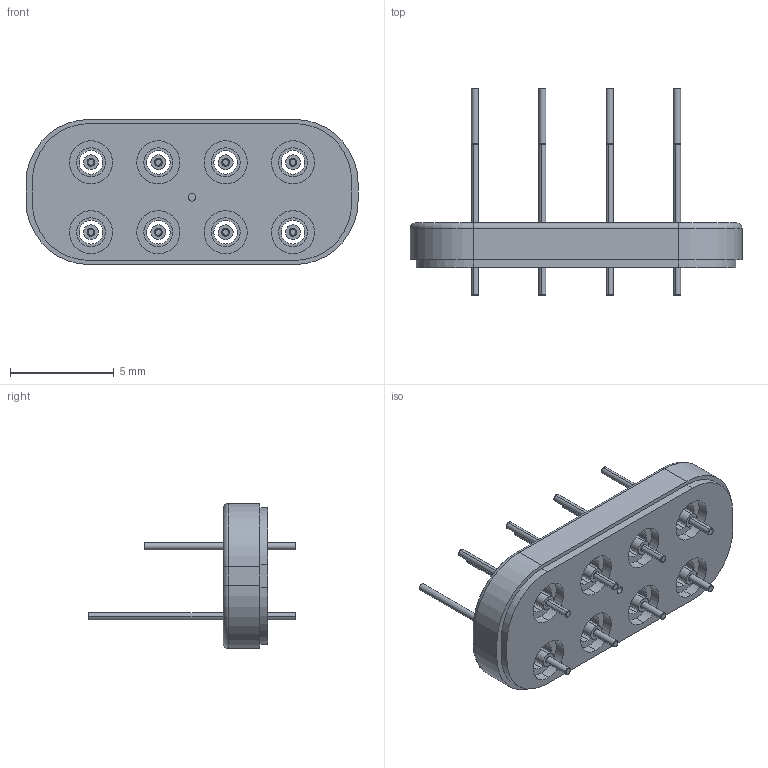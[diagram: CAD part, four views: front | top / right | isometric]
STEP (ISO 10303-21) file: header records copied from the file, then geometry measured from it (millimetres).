
FILE_DESCRIPTION (( 'STEP AP203' ), '1' );
FILE_NAME ('NNP-DWG-135-001-000 SA, Remote Module, Capthrough.STEP', '2024-08-12T19:57:54', ( '' ), ( '' ), 'SwSTEP 2.0', 'SolidWorks 2024', '' );
FILE_SCHEMA (( 'CONFIG_CONTROL_DESIGN' ));
Length unit declared in the file: inch
Products named in the file (5): NNP-DWG-130-009-002 Capthrough, Pin, Jogged_PRE-BENT; NNP-DWG-130-009-001 Capthrough, Pin, Ring; NNP-DWG-130-010-000 Remote Module, Capthrough, Lid; NNP-DWG-135-001-000 SA, Remote Module, Capthrough; NNP-DWG-130-008-000 Capthrough, Ceramic
Assembly tree (17 placements, depth 2):
  NNP-DWG-135-001-000 SA, Remote Module, Capthrough
    NNP-DWG-130-010-000 Remote Module, Capthrough, Lid
    NNP-DWG-130-008-000 Capthrough, Ceramic  x8
    NNP-DWG-130-009-001 Capthrough, Pin, Ring  x4
    NNP-DWG-130-009-002 Capthrough, Pin, Jogged_PRE-BENT  x4
Bounding box: 16.03 x 10.01 x 7.01 mm (x, y, z)
Volume: 199.4 mm3; surface area: 491.4 mm2
Topology: 17 solids, 17 shells, 222 faces, 454 edges, 284 vertices
Faces by surface type: cylinder 110, plane 60, torus 52
Entity records: 4287 total; most frequent: DIRECTION 698, CARTESIAN_POINT 562, ORIENTED_EDGE 516, AXIS2_PLACEMENT_3D 302, EDGE_CURVE 258, VERTEX_POINT 166, CIRCLE 164, EDGE_LOOP 154
